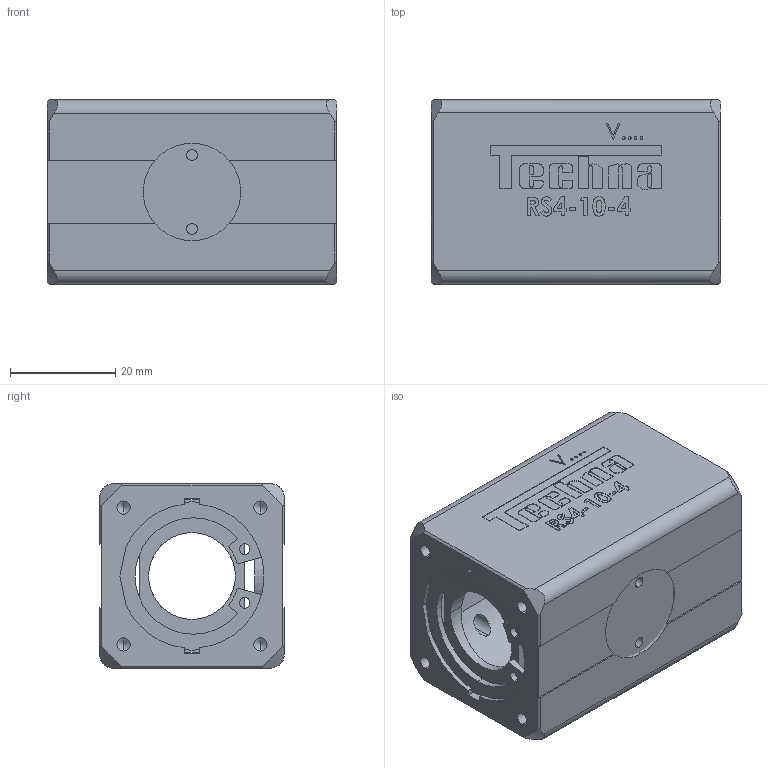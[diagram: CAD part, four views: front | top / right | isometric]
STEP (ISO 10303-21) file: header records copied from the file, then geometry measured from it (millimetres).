
FILE_DESCRIPTION (( 'STEP AP214' ), '1' );
FILE_NAME ('RS4-10-4.STEP', '2020-06-15T13:06:26', ( '' ), ( '' ), 'SwSTEP 2.0', 'SolidWorks 2020', '' );
FILE_SCHEMA (( 'AUTOMOTIVE_DESIGN' ));
Length unit declared in the file: millimetre
Products named in the file (1): RS4-10-4
Bounding box: 55 x 35 x 35 mm (x, y, z)
Volume: 34693.5 mm3; surface area: 19217.3 mm2
Topology: 7 solids, 7 shells, 689 faces, 1876 edges, 1236 vertices
Faces by surface type: plane 366, cylinder 220, bspline 77, cone 26
Entity records: 33077 total; most frequent: CARTESIAN_POINT 8746, ORIENTED_EDGE 3720, DIRECTION 3313, EDGE_CURVE 1860, VERTEX_POINT 1236, LINE 1207, VECTOR 1207, AXIS2_PLACEMENT_3D 1053
